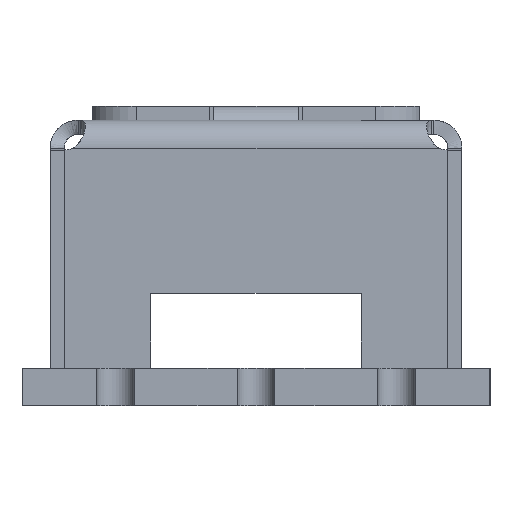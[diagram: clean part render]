
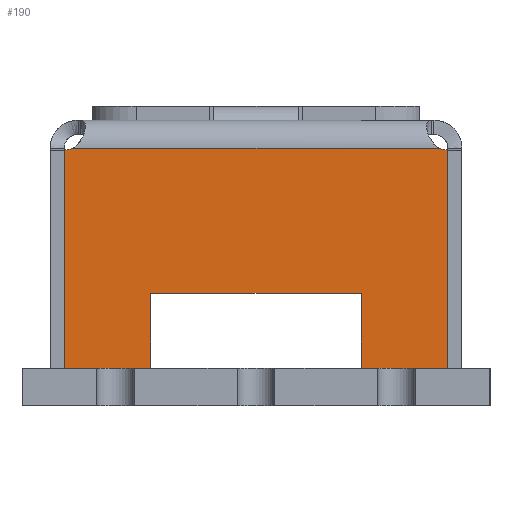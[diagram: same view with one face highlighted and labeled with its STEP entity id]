
A CAD part, left-side view. The second image highlights one B-rep face of the part: STEP entity #190.
In plain terms, the highlighted planar face has unit normal (-1, 0, 0).
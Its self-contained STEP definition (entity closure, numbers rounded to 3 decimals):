
#190=ADVANCED_FACE('',(#5919),#5921,.F.);
#5919=FACE_BOUND('',#5920,.T.);
#5920=EDGE_LOOP('',(#13927,#13928,#13929,#13930,#13931,#13932,#13933,#13934,#13935,
#13936));
#5921=PLANE('',#5922);
#5922=AXIS2_PLACEMENT_3D('',#5923,#5924,#5925);
#5923=CARTESIAN_POINT('',(-8.25,0.,6.1));
#5924=DIRECTION('',(1.,0.,0.));
#5925=DIRECTION('',(0.,0.,-1.));
#13927=ORIENTED_EDGE('',*,*,#17261,.T.);
#13928=ORIENTED_EDGE('',*,*,#17277,.F.);
#13929=ORIENTED_EDGE('',*,*,#17278,.F.);
#13930=ORIENTED_EDGE('',*,*,#17279,.F.);
#13931=ORIENTED_EDGE('',*,*,#17280,.T.);
#13932=ORIENTED_EDGE('',*,*,#17275,.F.);
#13933=ORIENTED_EDGE('',*,*,#17281,.T.);
#13934=ORIENTED_EDGE('',*,*,#17268,.F.);
#13935=ORIENTED_EDGE('',*,*,#17282,.F.);
#13936=ORIENTED_EDGE('',*,*,#17283,.T.);
#17261=EDGE_CURVE('',#19020,#19018,#19021,.T.);
#17268=EDGE_CURVE('',#19031,#19033,#19034,.T.);
#17275=EDGE_CURVE('',#19044,#19046,#19047,.T.);
#17277=EDGE_CURVE('',#19049,#19018,#19050,.T.);
#17278=EDGE_CURVE('',#19051,#19049,#19052,.T.);
#17279=EDGE_CURVE('',#19053,#19051,#19054,.T.);
#17280=EDGE_CURVE('',#19053,#19046,#19055,.T.);
#17281=EDGE_CURVE('',#19044,#19033,#19056,.T.);
#17282=EDGE_CURVE('',#19057,#19031,#19058,.T.);
#17283=EDGE_CURVE('',#19057,#19020,#19059,.T.);
#19018=VERTEX_POINT('',#21992);
#19020=VERTEX_POINT('',#21996);
#19021=LINE('',#21997,#21998);
#19031=VERTEX_POINT('',#22019);
#19033=VERTEX_POINT('',#22040);
#19034=LINE('',#22041,#22042);
#19044=VERTEX_POINT('',#22108);
#19046=VERTEX_POINT('',#22112);
#19047=LINE('',#22113,#22114);
#19049=VERTEX_POINT('',#22119);
#19050=LINE('',#22120,#22121);
#19051=VERTEX_POINT('',#22123);
#19052=LINE('',#22124,#22125);
#19053=VERTEX_POINT('',#22127);
#19054=LINE('',#22128,#22129);
#19055=LINE('',#22131,#22132);
#19056=CIRCLE('',#22134,0.45);
#19057=VERTEX_POINT('',#22138);
#19058=CIRCLE('',#22139,0.45);
#19059=LINE('',#22143,#22144);
#21992=CARTESIAN_POINT('',(-8.25,2.25,0.8));
#21996=CARTESIAN_POINT('',(-8.25,4.093,0.8));
#21997=CARTESIAN_POINT('',(-8.25,4.093,0.8));
#21998=VECTOR('',#21999,1.);
#21999=DIRECTION('',(0.,-1.,0.));
#22019=CARTESIAN_POINT('',(-8.25,3.916,5.5));
#22040=CARTESIAN_POINT('',(-8.25,-3.916,5.5));
#22041=CARTESIAN_POINT('',(-8.25,3.916,5.5));
#22042=VECTOR('',#22043,1.);
#22043=DIRECTION('',(0.,-1.,0.));
#22108=CARTESIAN_POINT('',(-8.25,-4.093,5.464));
#22112=CARTESIAN_POINT('',(-8.25,-4.093,0.8));
#22113=CARTESIAN_POINT('',(-8.25,-4.093,5.464));
#22114=VECTOR('',#22115,1.);
#22115=DIRECTION('',(0.,0.,-1.));
#22119=CARTESIAN_POINT('',(-8.25,2.25,2.4));
#22120=CARTESIAN_POINT('',(-8.25,2.25,2.4));
#22121=VECTOR('',#22122,1.);
#22122=DIRECTION('',(0.,0.,-1.));
#22123=CARTESIAN_POINT('',(-8.25,-2.25,2.4));
#22124=CARTESIAN_POINT('',(-8.25,-2.25,2.4));
#22125=VECTOR('',#22126,1.);
#22126=DIRECTION('',(0.,1.,0.));
#22127=CARTESIAN_POINT('',(-8.25,-2.25,0.8));
#22128=CARTESIAN_POINT('',(-8.25,-2.25,0.8));
#22129=VECTOR('',#22130,1.);
#22130=DIRECTION('',(0.,0.,1.));
#22131=CARTESIAN_POINT('',(-8.25,-2.25,0.8));
#22132=VECTOR('',#22133,1.);
#22133=DIRECTION('',(0.,-1.,0.));
#22134=AXIS2_PLACEMENT_3D('',#22135,#22136,#22137);
#22135=CARTESIAN_POINT('',(-8.25,-4.093,5.914));
#22136=DIRECTION('',(1.,0.,0.));
#22137=DIRECTION('',(0.,0.,-1.));
#22138=CARTESIAN_POINT('',(-8.25,4.093,5.464));
#22139=AXIS2_PLACEMENT_3D('',#22140,#22141,#22142);
#22140=CARTESIAN_POINT('',(-8.25,4.093,5.914));
#22141=DIRECTION('',(-1.,0.,0.));
#22142=DIRECTION('',(0.,0.,-1.));
#22143=CARTESIAN_POINT('',(-8.25,4.093,5.464));
#22144=VECTOR('',#22145,1.);
#22145=DIRECTION('',(0.,0.,-1.));
